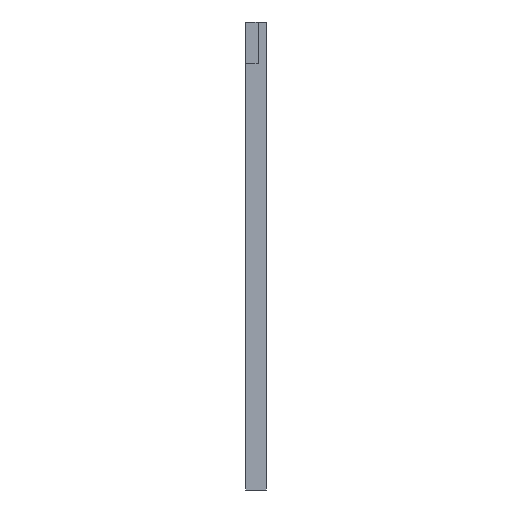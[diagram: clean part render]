
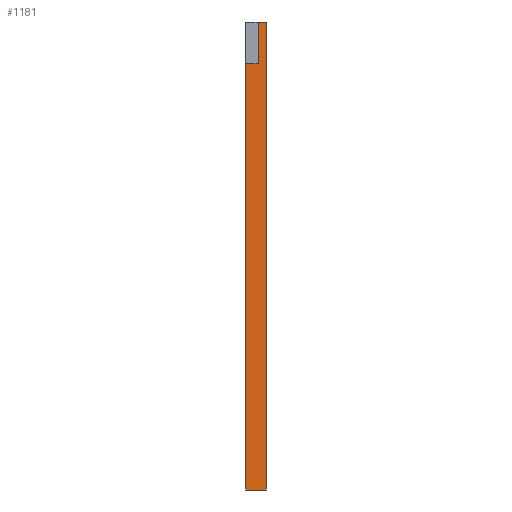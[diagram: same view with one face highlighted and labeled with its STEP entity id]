
A CAD part, left-side view. The second image highlights one B-rep face of the part: STEP entity #1181.
In plain terms, the highlighted planar face has unit normal (-1, 0, 0).
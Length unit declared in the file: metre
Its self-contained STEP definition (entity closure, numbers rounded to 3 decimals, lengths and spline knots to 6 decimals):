
#143=ORIENTED_EDGE('',*,*,#464,.F.);
#144=ORIENTED_EDGE('',*,*,#357,.T.);
#145=ORIENTED_EDGE('',*,*,#463,.T.);
#146=ORIENTED_EDGE('',*,*,#411,.F.);
#147=ORIENTED_EDGE('',*,*,#465,.F.);
#148=ORIENTED_EDGE('',*,*,#466,.T.);
#357=EDGE_CURVE('',#521,#520,#632,.T.);
#411=EDGE_CURVE('',#574,#575,#680,.T.);
#463=EDGE_CURVE('',#520,#575,#728,.T.);
#464=EDGE_CURVE('',#521,#624,#729,.T.);
#465=EDGE_CURVE('',#625,#574,#730,.T.);
#466=EDGE_CURVE('',#625,#624,#731,.T.);
#520=VERTEX_POINT('',#1617);
#521=VERTEX_POINT('',#1619);
#574=VERTEX_POINT('',#1726);
#575=VERTEX_POINT('',#1728);
#624=VERTEX_POINT('',#1833);
#625=VERTEX_POINT('',#1835);
#632=LINE('',#1618,#785);
#680=LINE('',#1727,#833);
#728=LINE('',#1830,#881);
#729=LINE('',#1832,#882);
#730=LINE('',#1834,#883);
#731=LINE('',#1836,#884);
#785=VECTOR('',#1324,1.);
#833=VECTOR('',#1386,1.);
#881=VECTOR('',#1446,1.);
#882=VECTOR('',#1449,1.);
#883=VECTOR('',#1450,1.);
#884=VECTOR('',#1451,1.);
#970=EDGE_LOOP('',(#143,#144,#145,#146,#147,#148));
#1065=FACE_BOUND('',#970,.T.);
#1128=PLANE('',#1262);
#1181=ADVANCED_FACE('',(#1065),#1128,.T.);
#1262=AXIS2_PLACEMENT_3D('',#1831,#1447,#1448);
#1324=DIRECTION('',(0.,0.,-1.));
#1386=DIRECTION('',(0.,0.,-1.));
#1446=DIRECTION('',(0.,-1.,0.));
#1447=DIRECTION('',(-1.,0.,0.));
#1448=DIRECTION('',(0.,-1.,0.));
#1449=DIRECTION('',(0.,-1.,0.));
#1450=DIRECTION('',(0.,-1.,0.));
#1451=DIRECTION('',(0.,0.,-1.));
#1617=CARTESIAN_POINT('',(0.25,0.015,-0.057828));
#1618=CARTESIAN_POINT('',(0.25,0.015,-0.001078));
#1619=CARTESIAN_POINT('',(0.25,0.015,0.045672));
#1726=CARTESIAN_POINT('',(0.25,0.01,0.055672));
#1727=CARTESIAN_POINT('',(0.25,0.01,-0.001078));
#1728=CARTESIAN_POINT('',(0.25,0.01,-0.057828));
#1830=CARTESIAN_POINT('',(0.25,0.015,-0.057828));
#1831=CARTESIAN_POINT('',(0.25,0.015,-0.001078));
#1832=CARTESIAN_POINT('',(0.25,0.015,0.045672));
#1833=CARTESIAN_POINT('',(0.25,0.012,0.045672));
#1834=CARTESIAN_POINT('',(0.25,0.015,0.055672));
#1835=CARTESIAN_POINT('',(0.25,0.012,0.055672));
#1836=CARTESIAN_POINT('',(0.25,0.012,-0.001078));
